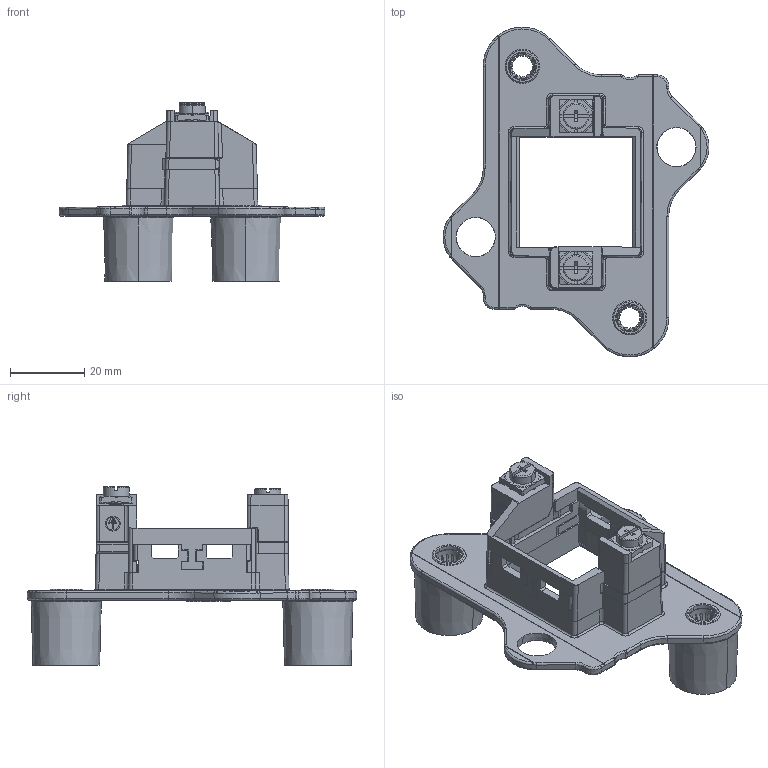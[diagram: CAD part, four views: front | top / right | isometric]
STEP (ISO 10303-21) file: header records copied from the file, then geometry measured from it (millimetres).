
FILE_DESCRIPTION((''),'2;1');
FILE_NAME('P_HF6B-FADK-20190917B','2020-03-19T',('sy.ji'),(''),'PRO/ENGINEER BY PARAMETRIC TECHNOLOGY CORPORATION, 2014310','PRO/ENGINEER BY PARAMETRIC TECHNOLOGY CORPORATION, 2014310','');
FILE_SCHEMA(('CONFIG_CONTROL_DESIGN'));
Length unit declared in the file: millimetre
Products named in the file (1): P_HF6B-FADK-20190917B
Bounding box: 71.53 x 88.74 x 48 mm (x, y, z)
Volume: 24407.2 mm3; surface area: 19149.8 mm2
Topology: 1 solids, 1 shells, 1205 faces, 3414 edges, 2204 vertices
Faces by surface type: plane 569, cylinder 304, bspline 152, cone 92, torus 72, revolution 8, sphere 4, extrusion 4
Entity records: 77778 total; most frequent: CARTESIAN_POINT 33005, ORIENTED_EDGE 6822, DIRECTION 5231, PRESENTATION_STYLE_ASSIGNMENT 3879, STYLED_ITEM 3420, CURVE_STYLE 3419, EDGE_CURVE 3411, VERTEX_POINT 2204
